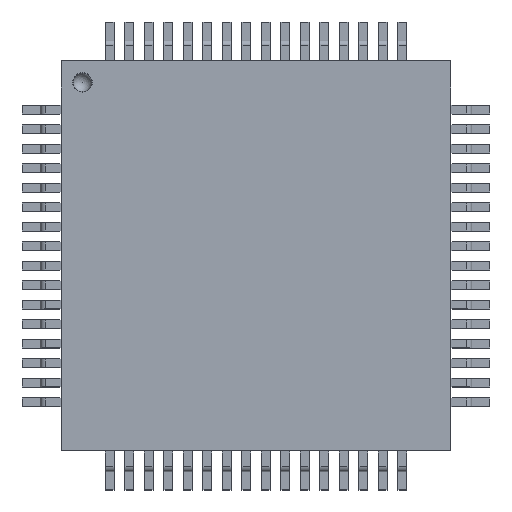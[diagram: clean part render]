
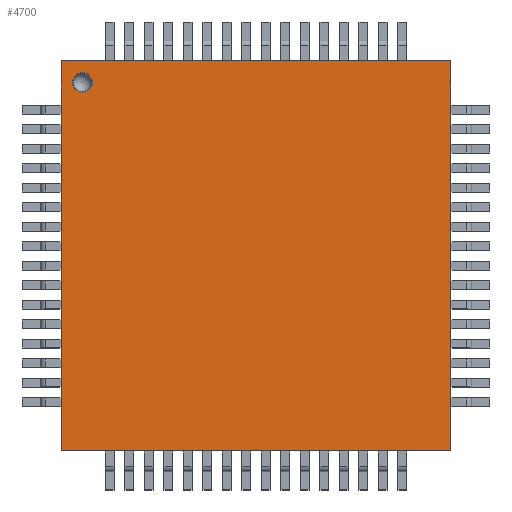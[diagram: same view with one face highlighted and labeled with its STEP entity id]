
A CAD part, top view. The second image highlights one B-rep face of the part: STEP entity #4700.
In plain terms, the highlighted planar face has unit normal (0, 0, 1).
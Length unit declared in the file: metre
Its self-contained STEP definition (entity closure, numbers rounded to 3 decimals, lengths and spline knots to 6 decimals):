
#4700 = ADVANCED_FACE( '', ( #11478, #11479 ), #11480, .T. );
#4704 = EDGE_CURVE( '', #11484, #11485, #11486, .T. );
#4918 = EDGE_CURVE( '', #9961, #11484, #11803, .T. );
#5714 = EDGE_CURVE( '', #12917, #12917, #12918, .T. );
#8182 = EDGE_CURVE( '', #9961, #9513, #15923, .T. );
#8356 = EDGE_CURVE( '', #9513, #11485, #16124, .T. );
#9513 = VERTEX_POINT( '', #17618 );
#9961 = VERTEX_POINT( '', #18242 );
#11478 = FACE_OUTER_BOUND( '', #20406, .T. );
#11479 = FACE_BOUND( '', #20407, .T. );
#11480 = PLANE( '', #20408 );
#11484 = VERTEX_POINT( '', #20415 );
#11485 = VERTEX_POINT( '', #20416 );
#11486 = LINE( '', #20417, #20418 );
#11803 = LINE( '', #20854, #20855 );
#12917 = VERTEX_POINT( '', #22509 );
#12918 = CIRCLE( '', #22510, 0.00025 );
#15923 = LINE( '', #27142, #27143 );
#16124 = LINE( '', #27460, #27461 );
#17618 = CARTESIAN_POINT( '', ( 0.005, -0.005, 0.0011 ) );
#18242 = CARTESIAN_POINT( '', ( -0.005, -0.005, 0.0011 ) );
#20406 = EDGE_LOOP( '', ( #30512, #30513, #30514, #30515 ) );
#20407 = EDGE_LOOP( '', ( #30516 ) );
#20408 = AXIS2_PLACEMENT_3D( '', #30517, #30518, #30519 );
#20415 = CARTESIAN_POINT( '', ( -0.005, 0.005, 0.0011 ) );
#20416 = CARTESIAN_POINT( '', ( 0.005, 0.005, 0.0011 ) );
#20417 = CARTESIAN_POINT( '', ( -0.005, 0.005, 0.0011 ) );
#20418 = VECTOR( '', #30521, 1. );
#20854 = CARTESIAN_POINT( '', ( -0.005, -0.005, 0.0011 ) );
#20855 = VECTOR( '', #30987, 1. );
#22509 = CARTESIAN_POINT( '', ( -0.0042, 0.00445, 0.0011 ) );
#22510 = AXIS2_PLACEMENT_3D( '', #32363, #32364, #32365 );
#27142 = CARTESIAN_POINT( '', ( -0.005, -0.005, 0.0011 ) );
#27143 = VECTOR( '', #36684, 1. );
#27460 = CARTESIAN_POINT( '', ( 0.005, -0.005, 0.0011 ) );
#27461 = VECTOR( '', #36999, 1. );
#30512 = ORIENTED_EDGE( '', *, *, #4918, .F. );
#30513 = ORIENTED_EDGE( '', *, *, #8182, .T. );
#30514 = ORIENTED_EDGE( '', *, *, #8356, .T. );
#30515 = ORIENTED_EDGE( '', *, *, #4704, .F. );
#30516 = ORIENTED_EDGE( '', *, *, #5714, .F. );
#30517 = CARTESIAN_POINT( '', ( -0.005, -0.005, 0.0011 ) );
#30518 = DIRECTION( '', ( 0., 0., 1. ) );
#30519 = DIRECTION( '', ( 1., 0., 0. ) );
#30521 = DIRECTION( '', ( 1., 0., 0. ) );
#30987 = DIRECTION( '', ( 0., 1., 0. ) );
#32363 = CARTESIAN_POINT( '', ( -0.00445, 0.00445, 0.0011 ) );
#32364 = DIRECTION( '', ( 0., 0., 1. ) );
#32365 = DIRECTION( '', ( 1., 0., 0. ) );
#36684 = DIRECTION( '', ( 1., 0., 0. ) );
#36999 = DIRECTION( '', ( 0., 1., 0. ) );
